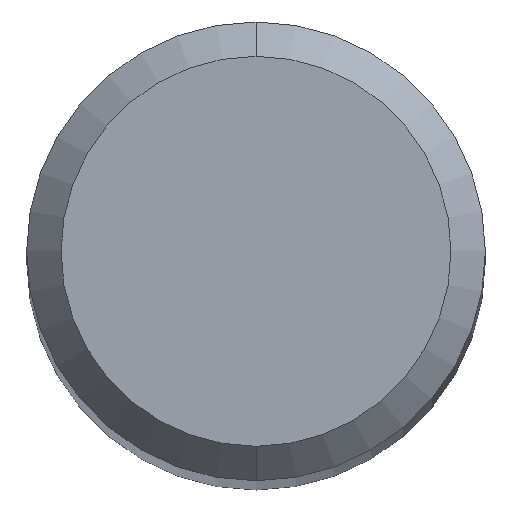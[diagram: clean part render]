
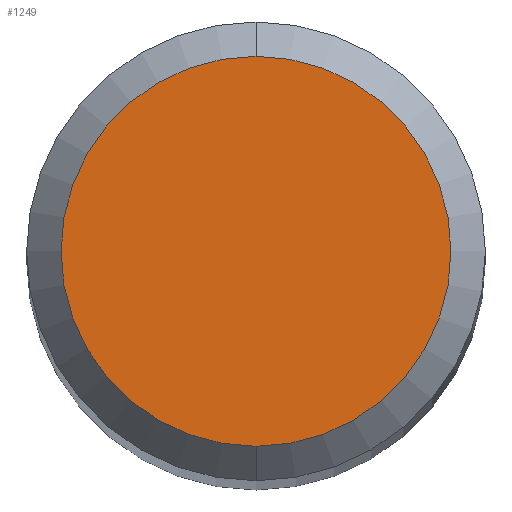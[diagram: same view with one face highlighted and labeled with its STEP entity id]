
A CAD part, top view. The second image highlights one B-rep face of the part: STEP entity #1249.
In plain terms, the highlighted planar face has unit normal (0, 0, 1).
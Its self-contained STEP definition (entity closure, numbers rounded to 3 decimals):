
#1023=VERTEX_POINT('',#1928);
#1193=EDGE_CURVE('',#1243,#1023,#2112,.T.);
#1243=VERTEX_POINT('',#2165);
#1249=ADVANCED_FACE('',(#2172),#2173,.T.);
#1275=EDGE_CURVE('',#1023,#1243,#2199,.T.);
#1928=CARTESIAN_POINT('',(0.,-1.7,0.0));
#2112=CIRCLE('',#5683,1.7);
#2165=CARTESIAN_POINT('',(0.0,1.7,0.0));
#2172=FACE_OUTER_BOUND('',#6001,.T.);
#2173=PLANE('',#6002);
#2199=CIRCLE('',#6068,1.7);
#5683=AXIS2_PLACEMENT_3D('',#7115,#7116,#7117);
#6001=EDGE_LOOP('',(#7167,#7168));
#6002=AXIS2_PLACEMENT_3D('',#7169,#7170,#7171);
#6068=AXIS2_PLACEMENT_3D('',#7183,#7184,#7185);
#7115=CARTESIAN_POINT('',(0.0,0.0,0.0));
#7116=DIRECTION('',(0.0,0.0,-1.0));
#7117=DIRECTION('',(0.0,1.0,0.0));
#7167=ORIENTED_EDGE('',*,*,#1193,.F.);
#7168=ORIENTED_EDGE('',*,*,#1275,.F.);
#7169=CARTESIAN_POINT('',(0.0,0.85,0.0));
#7170=DIRECTION('',(-0.0,0.0,1.0));
#7171=DIRECTION('',(0.0,-1.0,0.0));
#7183=CARTESIAN_POINT('',(0.0,0.0,0.0));
#7184=DIRECTION('',(0.0,0.0,-1.0));
#7185=DIRECTION('',(0.0,1.0,0.0));
